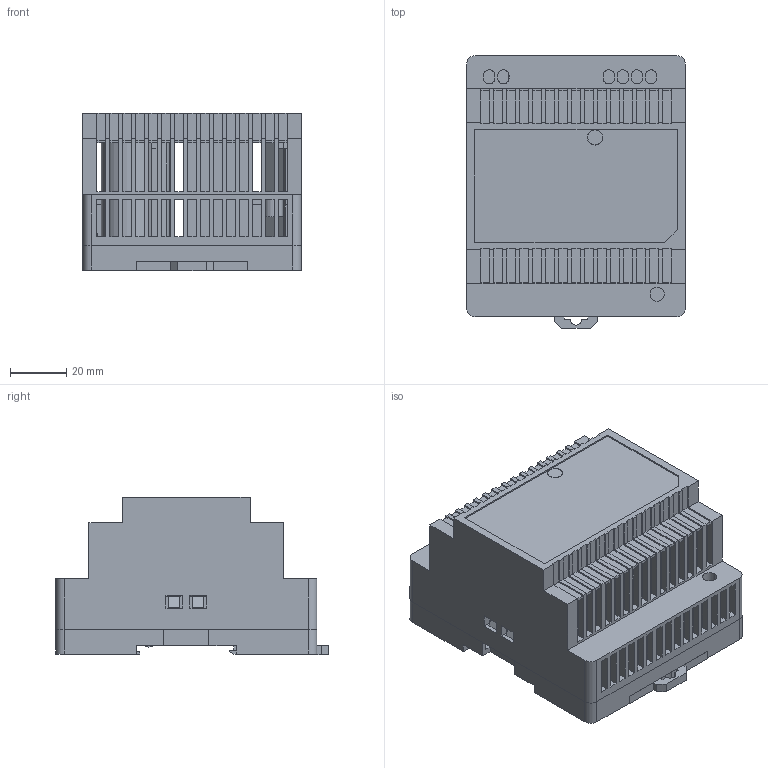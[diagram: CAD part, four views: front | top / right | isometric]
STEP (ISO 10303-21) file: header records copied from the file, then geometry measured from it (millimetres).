
FILE_DESCRIPTION (( 'STEP AP203' ), '1' );
FILE_NAME ('DR-60W-24.PROT-00.00.000 Áëîê ïèòàíèÿ 24Â DR-60W-24.STEP', '2022-07-07T07:37:32', ( '' ), ( '' ), 'SwSTEP 2.0', 'SolidWorks 2021', '' );
FILE_SCHEMA (( 'CONFIG_CONTROL_DESIGN' ));
Length unit declared in the file: millimetre
Products named in the file (6): DR-60W-24.PROT-00.00.005 Ïå÷àòíàÿ ïëàòà_00; DR-60W-24.PROT-00.00.003 青腙郷00; DR-60W-24.PROT-00.00.001 砐鋹膰豵鵨 瞂贂膻嶱00; DR-60W-24.PROT-00.00.004 栱殣鍒鍱_00; DR-60W-24.PROT-00.00.002 砐鋹膰豵鵨 膻緱鴇_00; DR-60W-24.PROT-00.00.000 Áëîê ïèòàíèÿ 24Â DR-60W-24
Assembly tree (5 placements, depth 2):
  DR-60W-24.PROT-00.00.000 Áëîê ïèòàíèÿ 24Â DR-60W-24
    DR-60W-24.PROT-00.00.001 砐鋹膰豵鵨 瞂贂膻嶱00
    DR-60W-24.PROT-00.00.002 砐鋹膰豵鵨 膻緱鴇_00
    DR-60W-24.PROT-00.00.003 青腙郷00
    DR-60W-24.PROT-00.00.004 栱殣鍒鍱_00
    DR-60W-24.PROT-00.00.005 Ïå÷àòíàÿ ïëàòà_00
Bounding box: 77.5 x 96.55 x 55.8 mm (x, y, z)
Volume: 122157.5 mm3; surface area: 101218.5 mm2
Topology: 5 solids, 5 shells, 841 faces, 2631 edges, 1736 vertices
Faces by surface type: plane 766, cylinder 67, cone 4, torus 4
Entity records: 29603 total; most frequent: ORIENTED_EDGE 5262, CARTESIAN_POINT 5216, DIRECTION 4483, EDGE_CURVE 2631, VECTOR 2477, LINE 2477, VERTEX_POINT 1736, AXIS2_PLACEMENT_3D 1003
